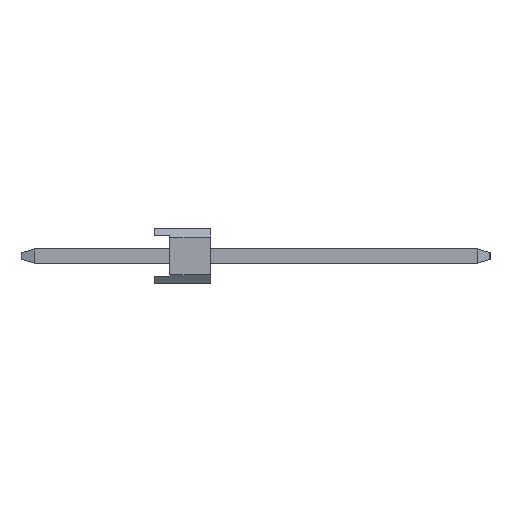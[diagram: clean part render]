
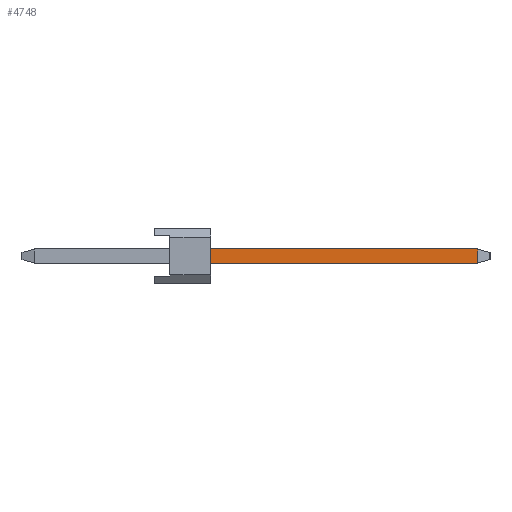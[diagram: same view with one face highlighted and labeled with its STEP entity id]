
A CAD part, left-side view. The second image highlights one B-rep face of the part: STEP entity #4748.
In plain terms, the highlighted planar face has unit normal (-1, 0, 0).
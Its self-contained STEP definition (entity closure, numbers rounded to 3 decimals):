
#3330=VERTEX_POINT('',#9214);
#3946=VERTEX_POINT('',#9910);
#4722=VERTEX_POINT('',#10768);
#4748=ADVANCED_FACE('',(#10799),#10800,.T.);
#5826=EDGE_CURVE('',#3946,#4722,#11990,.T.);
#6026=VERTEX_POINT('',#12210);
#6482=EDGE_CURVE('',#6026,#3330,#12704,.T.);
#6526=EDGE_CURVE('',#4722,#6026,#12753,.T.);
#8344=EDGE_CURVE('',#3330,#3946,#14758,.T.);
#9214=CARTESIAN_POINT('',(-23.18,-2.54,0.32));
#9910=CARTESIAN_POINT('',(-23.18,-14.594,0.32));
#10768=CARTESIAN_POINT('',(-23.18,-14.594,-0.32));
#10799=FACE_OUTER_BOUND('',#18146,.T.);
#10800=PLANE('',#18147);
#11990=LINE('',#19842,#19843);
#12210=CARTESIAN_POINT('',(-23.18,-2.54,-0.32));
#12704=LINE('',#20912,#20913);
#12753=LINE('',#20979,#20980);
#14758=LINE('',#23858,#23859);
#18146=EDGE_LOOP('',(#26809,#26810,#26811,#26812));
#18147=AXIS2_PLACEMENT_3D('',#26813,#26814,#26815);
#19842=CARTESIAN_POINT('',(-23.18,-14.594,0.5));
#19843=VECTOR('',#27988,1.0);
#20912=CARTESIAN_POINT('',(-23.18,-2.54,0.252));
#20913=VECTOR('',#28648,1.0);
#20979=CARTESIAN_POINT('',(-23.18,5.414,-0.32));
#20980=VECTOR('',#28701,1.0);
#23858=CARTESIAN_POINT('',(-23.18,-4.59,0.32));
#23859=VECTOR('',#30682,1.0);
#26809=ORIENTED_EDGE('',*,*,#6482,.F.);
#26810=ORIENTED_EDGE('',*,*,#6526,.F.);
#26811=ORIENTED_EDGE('',*,*,#5826,.F.);
#26812=ORIENTED_EDGE('',*,*,#8344,.F.);
#26813=CARTESIAN_POINT('',(-23.18,5.414,0.5));
#26814=DIRECTION('',(-1.0,0.,0.));
#26815=DIRECTION('',(0.,1.0,0.));
#27988=DIRECTION('',(0.0,0.,-1.0));
#28648=DIRECTION('',(0.,0.,1.0));
#28701=DIRECTION('',(0.,1.0,0.));
#30682=DIRECTION('',(0.,-1.0,0.));
